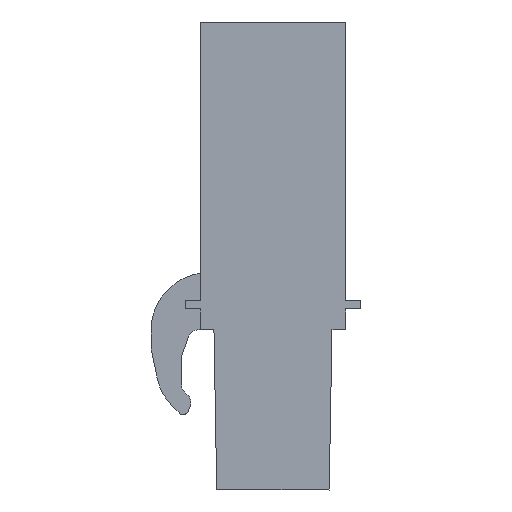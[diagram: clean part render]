
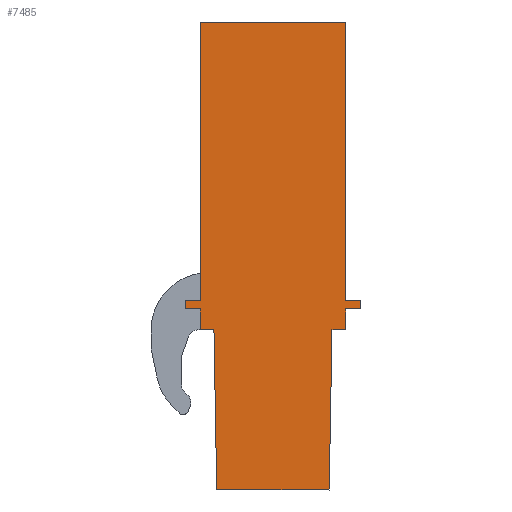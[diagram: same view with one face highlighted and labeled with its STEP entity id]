
A CAD part, left-side view. The second image highlights one B-rep face of the part: STEP entity #7485.
In plain terms, the highlighted planar face has unit normal (-1, 0, 0).
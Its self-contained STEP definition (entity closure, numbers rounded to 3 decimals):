
#7434=AXIS2_PLACEMENT_3D('Plane Axis2P3D',#7431,#7432,#7433) ;
#56=CARTESIAN_POINT('Vertex',(0.,0.8,24.55)) ;
#59=CARTESIAN_POINT('Line Origine',(0.,0.8,17.25)) ;
#63=CARTESIAN_POINT('Vertex',(0.,0.8,9.95)) ;
#6819=CARTESIAN_POINT('Vertex',(0.,1.66,0.)) ;
#6822=CARTESIAN_POINT('Line Origine',(0.,4.61,0.)) ;
#6826=CARTESIAN_POINT('Vertex',(0.,7.56,0.)) ;
#6890=CARTESIAN_POINT('Line Origine',(0.,7.633,4.2)) ;
#6894=CARTESIAN_POINT('Vertex',(0.,7.707,8.4)) ;
#6914=CARTESIAN_POINT('Line Origine',(0.,8.063,8.4)) ;
#6918=CARTESIAN_POINT('Vertex',(0.,8.42,8.4)) ;
#7002=CARTESIAN_POINT('Line Origine',(0.,8.42,8.95)) ;
#7006=CARTESIAN_POINT('Vertex',(0.,8.42,9.5)) ;
#7078=CARTESIAN_POINT('Line Origine',(0.,8.82,9.5)) ;
#7082=CARTESIAN_POINT('Vertex',(0.,9.22,9.5)) ;
#7154=CARTESIAN_POINT('Line Origine',(0.,9.22,9.725)) ;
#7158=CARTESIAN_POINT('Vertex',(0.,9.22,9.95)) ;
#7229=CARTESIAN_POINT('Vertex',(0.,0.,9.5)) ;
#7232=CARTESIAN_POINT('Line Origine',(0.,0.4,9.5)) ;
#7236=CARTESIAN_POINT('Vertex',(0.,0.8,9.5)) ;
#7251=CARTESIAN_POINT('Line Origine',(0.,0.8,8.95)) ;
#7255=CARTESIAN_POINT('Vertex',(0.,0.8,8.4)) ;
#7270=CARTESIAN_POINT('Line Origine',(0.,1.157,8.4)) ;
#7274=CARTESIAN_POINT('Vertex',(0.,1.513,8.4)) ;
#7294=CARTESIAN_POINT('Line Origine',(0.,1.587,4.2)) ;
#7431=CARTESIAN_POINT('Axis2P3D Location',(0.,0.,0.)) ;
#7436=CARTESIAN_POINT('Line Origine',(0.,0.,9.725)) ;
#7440=CARTESIAN_POINT('Vertex',(0.,0.,9.95)) ;
#7443=CARTESIAN_POINT('Line Origine',(0.,0.4,9.95)) ;
#7448=CARTESIAN_POINT('Line Origine',(0.,4.61,24.55)) ;
#7452=CARTESIAN_POINT('Vertex',(0.,8.42,24.55)) ;
#7455=CARTESIAN_POINT('Line Origine',(0.,8.42,17.25)) ;
#7459=CARTESIAN_POINT('Vertex',(0.,8.42,9.95)) ;
#7462=CARTESIAN_POINT('Line Origine',(0.,8.82,9.95)) ;
#60=DIRECTION('Vector Direction',(0.,0.,-1.)) ;
#6823=DIRECTION('Vector Direction',(0.,1.,0.)) ;
#6891=DIRECTION('Vector Direction',(0.,0.017,1.)) ;
#6915=DIRECTION('Vector Direction',(0.,1.,0.)) ;
#7003=DIRECTION('Vector Direction',(0.,0.,1.)) ;
#7079=DIRECTION('Vector Direction',(0.,1.,0.)) ;
#7155=DIRECTION('Vector Direction',(0.,0.,1.)) ;
#7233=DIRECTION('Vector Direction',(0.,1.,0.)) ;
#7252=DIRECTION('Vector Direction',(0.,0.,-1.)) ;
#7271=DIRECTION('Vector Direction',(0.,1.,0.)) ;
#7295=DIRECTION('Vector Direction',(0.,0.017,-1.)) ;
#7432=DIRECTION('Axis2P3D Direction',(-1.,0.,0.)) ;
#7433=DIRECTION('Axis2P3D XDirection',(0.,0.,1.)) ;
#7437=DIRECTION('Vector Direction',(0.,0.,-1.)) ;
#7444=DIRECTION('Vector Direction',(0.,-1.,0.)) ;
#7449=DIRECTION('Vector Direction',(0.,-1.,0.)) ;
#7456=DIRECTION('Vector Direction',(0.,0.,1.)) ;
#7463=DIRECTION('Vector Direction',(0.,-1.,0.)) ;
#61=VECTOR('Line Direction',#60,1.) ;
#6824=VECTOR('Line Direction',#6823,1.) ;
#6892=VECTOR('Line Direction',#6891,1.) ;
#6916=VECTOR('Line Direction',#6915,1.) ;
#7004=VECTOR('Line Direction',#7003,1.) ;
#7080=VECTOR('Line Direction',#7079,1.) ;
#7156=VECTOR('Line Direction',#7155,1.) ;
#7234=VECTOR('Line Direction',#7233,1.) ;
#7253=VECTOR('Line Direction',#7252,1.) ;
#7272=VECTOR('Line Direction',#7271,1.) ;
#7296=VECTOR('Line Direction',#7295,1.) ;
#7438=VECTOR('Line Direction',#7437,1.) ;
#7445=VECTOR('Line Direction',#7444,1.) ;
#7450=VECTOR('Line Direction',#7449,1.) ;
#7457=VECTOR('Line Direction',#7456,1.) ;
#7464=VECTOR('Line Direction',#7463,1.) ;
#7468=ORIENTED_EDGE('',*,*,#7298,.T.) ;
#7469=ORIENTED_EDGE('',*,*,#7276,.T.) ;
#7470=ORIENTED_EDGE('',*,*,#7257,.T.) ;
#7471=ORIENTED_EDGE('',*,*,#7238,.T.) ;
#7472=ORIENTED_EDGE('',*,*,#7442,.T.) ;
#7473=ORIENTED_EDGE('',*,*,#7447,.T.) ;
#7474=ORIENTED_EDGE('',*,*,#65,.T.) ;
#7475=ORIENTED_EDGE('',*,*,#7454,.T.) ;
#7476=ORIENTED_EDGE('',*,*,#7461,.T.) ;
#7477=ORIENTED_EDGE('',*,*,#7466,.T.) ;
#7478=ORIENTED_EDGE('',*,*,#7160,.T.) ;
#7479=ORIENTED_EDGE('',*,*,#7084,.T.) ;
#7480=ORIENTED_EDGE('',*,*,#7008,.T.) ;
#7481=ORIENTED_EDGE('',*,*,#6920,.T.) ;
#7482=ORIENTED_EDGE('',*,*,#6896,.T.) ;
#7483=ORIENTED_EDGE('',*,*,#6828,.T.) ;
#7485=ADVANCED_FACE('_BLC 5.08/11R OR 1610580000',(#7484),#7435,.T.) ;
#65=EDGE_CURVE('',#64,#57,#62,.F.) ;
#6828=EDGE_CURVE('',#6827,#6820,#6825,.F.) ;
#6896=EDGE_CURVE('',#6895,#6827,#6893,.F.) ;
#6920=EDGE_CURVE('',#6919,#6895,#6917,.F.) ;
#7008=EDGE_CURVE('',#7007,#6919,#7005,.F.) ;
#7084=EDGE_CURVE('',#7083,#7007,#7081,.F.) ;
#7160=EDGE_CURVE('',#7159,#7083,#7157,.F.) ;
#7238=EDGE_CURVE('',#7237,#7230,#7235,.F.) ;
#7257=EDGE_CURVE('',#7256,#7237,#7254,.F.) ;
#7276=EDGE_CURVE('',#7275,#7256,#7273,.F.) ;
#7298=EDGE_CURVE('',#6820,#7275,#7297,.F.) ;
#7442=EDGE_CURVE('',#7230,#7441,#7439,.F.) ;
#7447=EDGE_CURVE('',#7441,#64,#7446,.F.) ;
#7454=EDGE_CURVE('',#57,#7453,#7451,.F.) ;
#7461=EDGE_CURVE('',#7453,#7460,#7458,.F.) ;
#7466=EDGE_CURVE('',#7460,#7159,#7465,.F.) ;
#7467=EDGE_LOOP('',(#7468,#7469,#7470,#7471,#7472,#7473,#7474,#7475,#7476,#7477,#7478,#7479,#7480,#7481,#7482,#7483)) ;
#7484=FACE_OUTER_BOUND('',#7467,.T.) ;
#62=LINE('Line',#59,#61) ;
#6825=LINE('Line',#6822,#6824) ;
#6893=LINE('Line',#6890,#6892) ;
#6917=LINE('Line',#6914,#6916) ;
#7005=LINE('Line',#7002,#7004) ;
#7081=LINE('Line',#7078,#7080) ;
#7157=LINE('Line',#7154,#7156) ;
#7235=LINE('Line',#7232,#7234) ;
#7254=LINE('Line',#7251,#7253) ;
#7273=LINE('Line',#7270,#7272) ;
#7297=LINE('Line',#7294,#7296) ;
#7439=LINE('Line',#7436,#7438) ;
#7446=LINE('Line',#7443,#7445) ;
#7451=LINE('Line',#7448,#7450) ;
#7458=LINE('Line',#7455,#7457) ;
#7465=LINE('Line',#7462,#7464) ;
#7435=PLANE('',#7434) ;
#57=VERTEX_POINT('',#56) ;
#64=VERTEX_POINT('',#63) ;
#6820=VERTEX_POINT('',#6819) ;
#6827=VERTEX_POINT('',#6826) ;
#6895=VERTEX_POINT('',#6894) ;
#6919=VERTEX_POINT('',#6918) ;
#7007=VERTEX_POINT('',#7006) ;
#7083=VERTEX_POINT('',#7082) ;
#7159=VERTEX_POINT('',#7158) ;
#7230=VERTEX_POINT('',#7229) ;
#7237=VERTEX_POINT('',#7236) ;
#7256=VERTEX_POINT('',#7255) ;
#7275=VERTEX_POINT('',#7274) ;
#7441=VERTEX_POINT('',#7440) ;
#7453=VERTEX_POINT('',#7452) ;
#7460=VERTEX_POINT('',#7459) ;
